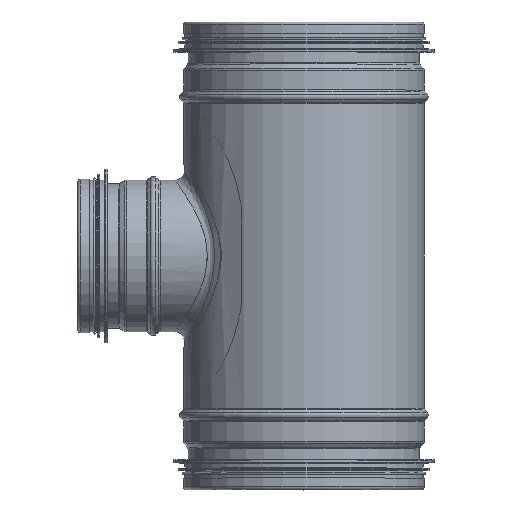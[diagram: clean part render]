
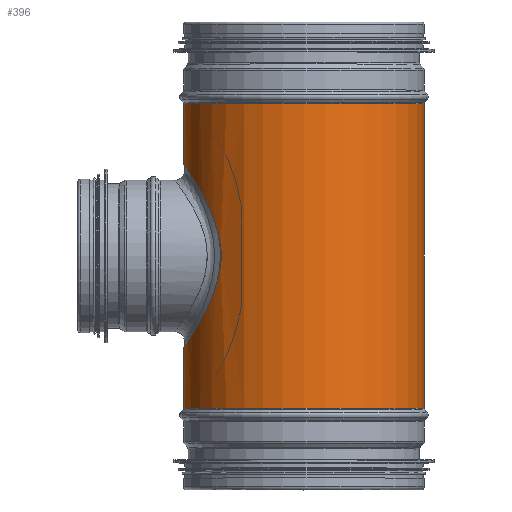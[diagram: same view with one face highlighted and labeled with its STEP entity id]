
A CAD part, top view. The second image highlights one B-rep face of the part: STEP entity #396.
In plain terms, the highlighted cylindrical face has radius 62.025 mm (diameter 124.05 mm), a full revolution.
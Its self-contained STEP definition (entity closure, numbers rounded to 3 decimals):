
#125=CARTESIAN_POINT('',(-43.025,120.0,-44.676));
#126=VERTEX_POINT('',#125);
#162=CARTESIAN_POINT('',(-43.025,120.0,44.676));
#163=VERTEX_POINT('',#162);
#186=CARTESIAN_POINT('',(-62.025,72.5,0.));
#187=VERTEX_POINT('',#186);
#188=CARTESIAN_POINT('',(-43.025,120.,44.676));
#189=CARTESIAN_POINT('',(-43.025,116.972,44.676));
#190=CARTESIAN_POINT('',(-43.311,113.889,44.406));
#191=CARTESIAN_POINT('',(-44.409,107.823,43.308));
#192=CARTESIAN_POINT('',(-45.217,104.84,42.481));
#193=CARTESIAN_POINT('',(-47.155,99.147,40.319));
#194=CARTESIAN_POINT('',(-48.283,96.431,38.982));
#195=CARTESIAN_POINT('',(-50.621,91.391,35.893));
#196=CARTESIAN_POINT('',(-51.831,89.066,34.14));
#197=CARTESIAN_POINT('',(-54.129,84.9,30.365));
#198=CARTESIAN_POINT('',(-55.307,82.904,28.199));
#199=CARTESIAN_POINT('',(-57.502,79.328,23.399));
#200=CARTESIAN_POINT('',(-58.519,77.748,20.766));
#201=CARTESIAN_POINT('',(-60.211,75.168,15.173));
#202=CARTESIAN_POINT('',(-60.889,74.165,12.208));
#203=CARTESIAN_POINT('',(-61.796,72.831,6.145));
#204=CARTESIAN_POINT('',(-62.025,72.5,3.045));
#205=CARTESIAN_POINT('',(-62.025,72.5,0.));
#206=B_SPLINE_CURVE_WITH_KNOTS('',3,(#188,#189,#190,#191,#192,#193,#194,#195,#196,#197,#198,#199,#200,#201,#202,#203,#204,#205),.UNSPECIFIED.,.F.,.U.,(4,2,2,2,2,2,2,2,4),(0.0,0.908,1.817,2.725,3.634,4.547,5.461,6.375,7.288),.UNSPECIFIED.);
#207=EDGE_CURVE('',#163,#187,#206,.T.);
#248=CARTESIAN_POINT('',(-62.025,72.5,0.));
#249=CARTESIAN_POINT('',(-62.025,72.5,-3.045));
#250=CARTESIAN_POINT('',(-61.796,72.831,-6.145));
#251=CARTESIAN_POINT('',(-60.889,74.165,-12.208));
#252=CARTESIAN_POINT('',(-60.211,75.168,-15.173));
#253=CARTESIAN_POINT('',(-58.519,77.748,-20.766));
#254=CARTESIAN_POINT('',(-57.502,79.328,-23.399));
#255=CARTESIAN_POINT('',(-55.307,82.904,-28.199));
#256=CARTESIAN_POINT('',(-54.129,84.9,-30.365));
#257=CARTESIAN_POINT('',(-51.831,89.066,-34.14));
#258=CARTESIAN_POINT('',(-50.621,91.391,-35.893));
#259=CARTESIAN_POINT('',(-48.283,96.431,-38.982));
#260=CARTESIAN_POINT('',(-47.155,99.147,-40.319));
#261=CARTESIAN_POINT('',(-45.217,104.84,-42.481));
#262=CARTESIAN_POINT('',(-44.409,107.823,-43.308));
#263=CARTESIAN_POINT('',(-43.311,113.889,-44.406));
#264=CARTESIAN_POINT('',(-43.025,116.972,-44.676));
#265=CARTESIAN_POINT('',(-43.025,120.,-44.676));
#266=B_SPLINE_CURVE_WITH_KNOTS('',3,(#248,#249,#250,#251,#252,#253,#254,#255,#256,#257,#258,#259,#260,#261,#262,#263,#264,#265),.UNSPECIFIED.,.F.,.U.,(4,2,2,2,2,2,2,2,4),(7.288,8.202,9.115,10.029,10.943,11.851,12.76,13.668,14.576),.UNSPECIFIED.);
#267=EDGE_CURVE('',#187,#126,#266,.T.);
#277=CARTESIAN_POINT('',(-62.025,167.5,0.));
#278=VERTEX_POINT('',#277);
#279=CARTESIAN_POINT('',(-62.025,167.5,0.));
#280=CARTESIAN_POINT('',(-62.025,167.5,3.045));
#281=CARTESIAN_POINT('',(-61.796,167.169,6.145));
#282=CARTESIAN_POINT('',(-60.889,165.835,12.208));
#283=CARTESIAN_POINT('',(-60.211,164.832,15.173));
#284=CARTESIAN_POINT('',(-58.519,162.252,20.766));
#285=CARTESIAN_POINT('',(-57.502,160.672,23.399));
#286=CARTESIAN_POINT('',(-55.307,157.096,28.199));
#287=CARTESIAN_POINT('',(-54.129,155.1,30.365));
#288=CARTESIAN_POINT('',(-51.831,150.934,34.14));
#289=CARTESIAN_POINT('',(-50.621,148.609,35.893));
#290=CARTESIAN_POINT('',(-48.283,143.569,38.982));
#291=CARTESIAN_POINT('',(-47.155,140.853,40.319));
#292=CARTESIAN_POINT('',(-45.217,135.16,42.481));
#293=CARTESIAN_POINT('',(-44.409,132.177,43.308));
#294=CARTESIAN_POINT('',(-43.311,126.111,44.406));
#295=CARTESIAN_POINT('',(-43.025,123.028,44.676));
#296=CARTESIAN_POINT('',(-43.025,120.0,44.676));
#297=B_SPLINE_CURVE_WITH_KNOTS('',3,(#279,#280,#281,#282,#283,#284,#285,#286,#287,#288,#289,#290,#291,#292,#293,#294,#295,#296),.UNSPECIFIED.,.F.,.U.,(4,2,2,2,2,2,2,2,4),(21.865,22.778,23.692,24.605,25.519,26.427,27.336,28.244,29.153),.UNSPECIFIED.);
#298=EDGE_CURVE('',#278,#163,#297,.T.);
#300=CARTESIAN_POINT('',(-43.025,120.,-44.676));
#301=CARTESIAN_POINT('',(-43.025,123.028,-44.676));
#302=CARTESIAN_POINT('',(-43.311,126.111,-44.406));
#303=CARTESIAN_POINT('',(-44.409,132.177,-43.308));
#304=CARTESIAN_POINT('',(-45.217,135.16,-42.481));
#305=CARTESIAN_POINT('',(-47.155,140.853,-40.319));
#306=CARTESIAN_POINT('',(-48.283,143.569,-38.982));
#307=CARTESIAN_POINT('',(-50.621,148.609,-35.893));
#308=CARTESIAN_POINT('',(-51.831,150.934,-34.14));
#309=CARTESIAN_POINT('',(-54.129,155.1,-30.365));
#310=CARTESIAN_POINT('',(-55.307,157.096,-28.199));
#311=CARTESIAN_POINT('',(-57.502,160.672,-23.399));
#312=CARTESIAN_POINT('',(-58.519,162.252,-20.766));
#313=CARTESIAN_POINT('',(-60.211,164.832,-15.173));
#314=CARTESIAN_POINT('',(-60.889,165.835,-12.208));
#315=CARTESIAN_POINT('',(-61.796,167.169,-6.145));
#316=CARTESIAN_POINT('',(-62.025,167.5,-3.045));
#317=CARTESIAN_POINT('',(-62.025,167.5,0.));
#318=B_SPLINE_CURVE_WITH_KNOTS('',3,(#300,#301,#302,#303,#304,#305,#306,#307,#308,#309,#310,#311,#312,#313,#314,#315,#316,#317),.UNSPECIFIED.,.F.,.U.,(4,2,2,2,2,2,2,2,4),(14.576,15.485,16.393,17.302,18.21,19.124,20.037,20.951,21.865),.UNSPECIFIED.);
#319=EDGE_CURVE('',#126,#278,#318,.T.);
#363=CARTESIAN_POINT('',(0.0,80.75,0.0));
#364=DIRECTION('',(0.0,-1.0,0.0));
#365=DIRECTION('',(1.0,0.0,0.0));
#366=AXIS2_PLACEMENT_3D('',#363,#364,#365);
#367=CYLINDRICAL_SURFACE('',#366,62.025);
#368=CARTESIAN_POINT('',(62.025,198.5,0.0));
#369=VERTEX_POINT('',#368);
#370=CARTESIAN_POINT('',(0.0,198.5,0.0));
#371=DIRECTION('',(0.0,-1.0,0.0));
#372=DIRECTION('',(1.0,0.0,0.0));
#373=AXIS2_PLACEMENT_3D('',#370,#371,#372);
#374=CIRCLE('',#373,62.025);
#375=EDGE_CURVE('',#369,#369,#374,.T.);
#376=ORIENTED_EDGE('',*,*,#375,.T.);
#377=EDGE_LOOP('',(#376));
#378=FACE_OUTER_BOUND('',#377,.T.);
#379=ORIENTED_EDGE('',*,*,#267,.T.);
#380=ORIENTED_EDGE('',*,*,#319,.T.);
#381=ORIENTED_EDGE('',*,*,#298,.T.);
#382=ORIENTED_EDGE('',*,*,#207,.T.);
#383=EDGE_LOOP('',(#379,#380,#381,#382));
#384=FACE_BOUND('',#383,.T.);
#385=CARTESIAN_POINT('',(62.025,41.5,0.0));
#386=VERTEX_POINT('',#385);
#387=CARTESIAN_POINT('',(0.0,41.5,0.0));
#388=DIRECTION('',(0.0,-1.0,0.0));
#389=DIRECTION('',(1.0,0.0,0.0));
#390=AXIS2_PLACEMENT_3D('',#387,#388,#389);
#391=CIRCLE('',#390,62.025);
#392=EDGE_CURVE('',#386,#386,#391,.T.);
#393=ORIENTED_EDGE('',*,*,#392,.F.);
#394=EDGE_LOOP('',(#393));
#395=FACE_BOUND('',#394,.T.);
#396=ADVANCED_FACE('',(#378,#384,#395),#367,.T.);
